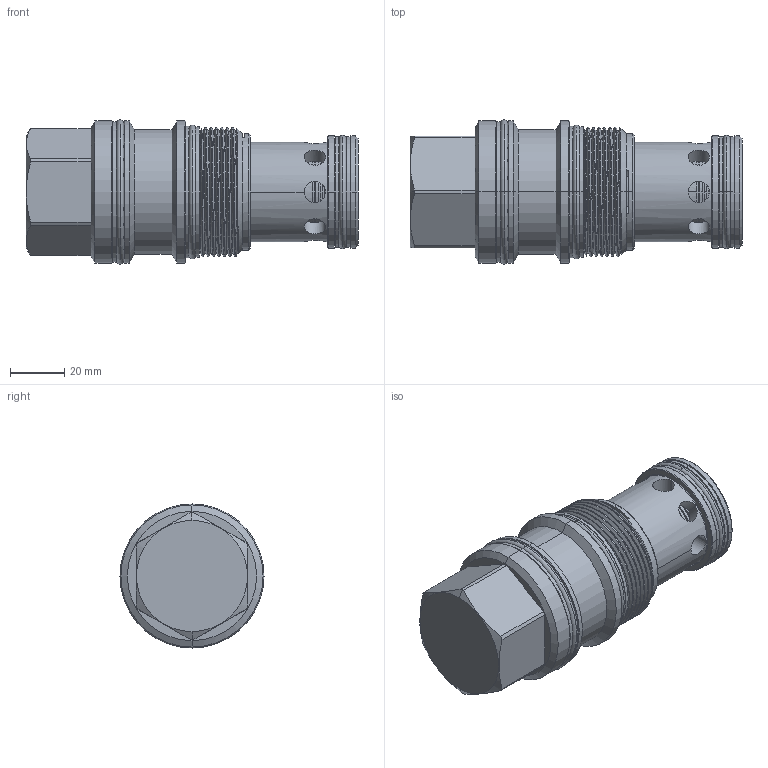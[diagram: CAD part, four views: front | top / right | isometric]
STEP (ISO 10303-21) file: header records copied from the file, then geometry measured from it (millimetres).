
FILE_DESCRIPTION (( 'STEP AP203' ), '1' );
FILE_NAME ('LR19A31-N.STEP', '2016-06-06T05:56:57', ( '' ), ( '' ), 'SwSTEP 2.0', 'SolidWorks 2012', '' );
FILE_SCHEMA (( 'CONFIG_CONTROL_DESIGN' ));
Products named in the file (1): LR19A31-N
Bounding box: 122.34 x 53.11 x 53.11 mm (x, y, z)
Volume: 177392.9 mm3; surface area: 33720.4 mm2
Topology: 7 solids, 7 shells, 690 faces, 1955 edges, 1224 vertices
Faces by surface type: cylinder 573, plane 45, cone 45, torus 20, sphere 4, bspline 3
Entity records: 48722 total; most frequent: CARTESIAN_POINT 31662, ORIENTED_EDGE 3910, DIRECTION 2734, EDGE_CURVE 1955, VERTEX_POINT 1224, EDGE_LOOP 1091, AXIS2_PLACEMENT_3D 1075, B_SPLINE_CURVE_WITH_KNOTS 955
